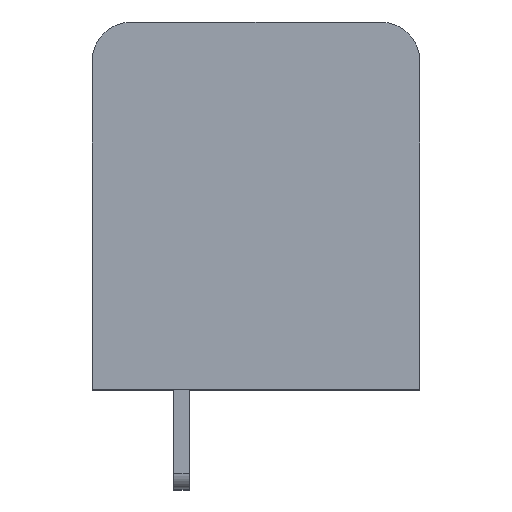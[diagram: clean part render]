
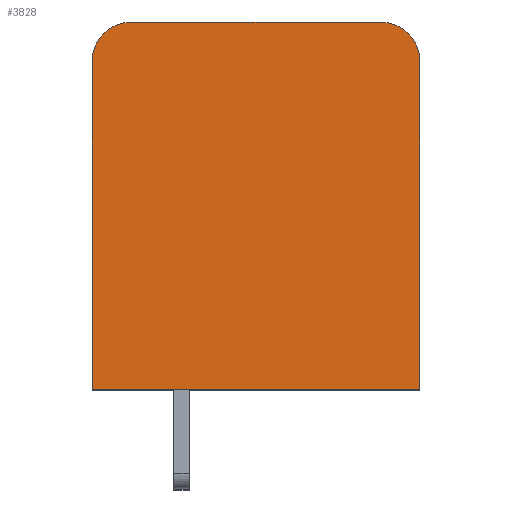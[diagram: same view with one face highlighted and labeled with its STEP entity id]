
A CAD part, top view. The second image highlights one B-rep face of the part: STEP entity #3828.
In plain terms, the highlighted planar face has unit normal (0, 0, 1).
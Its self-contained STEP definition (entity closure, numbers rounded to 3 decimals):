
#136 = CARTESIAN_POINT ( 'NONE',  ( 0., 0., 30.575 ) ) ;
#309 = VERTEX_POINT ( 'NONE', #2710 ) ;
#416 = CARTESIAN_POINT ( 'NONE',  ( 0., 0., 30.575 ) ) ;
#591 = VECTOR ( 'NONE', #705, 1000. ) ;
#633 = PLANE ( 'NONE',  #2808 ) ;
#705 = DIRECTION ( 'NONE',  ( 1., 0., 0. ) ) ;
#915 = ORIENTED_EDGE ( 'NONE', *, *, #4901, .F. ) ;
#1112 = VERTEX_POINT ( 'NONE', #2877 ) ;
#1288 = DIRECTION ( 'NONE',  ( 0., 0., -1. ) ) ;
#1293 = CIRCLE ( 'NONE', #5007, 2. ) ;
#1727 = DIRECTION ( 'NONE',  ( 0., 1., 0. ) ) ;
#1881 = LINE ( 'NONE', #136, #3399 ) ;
#2153 = DIRECTION ( 'NONE',  ( 0., -1., 0. ) ) ;
#2710 = CARTESIAN_POINT ( 'NONE',  ( 16.5, 0., 30.575 ) ) ;
#2736 = CARTESIAN_POINT ( 'NONE',  ( 2., 16.5, 30.575 ) ) ;
#2778 = DIRECTION ( 'NONE',  ( -1., 0., 0. ) ) ;
#2808 = AXIS2_PLACEMENT_3D ( 'NONE', #7236, #1288, #3735 ) ;
#2877 = CARTESIAN_POINT ( 'NONE',  ( 14.5, 18.5, 30.575 ) ) ;
#2894 = CARTESIAN_POINT ( 'NONE',  ( 16.5, 16.5, 30.575 ) ) ;
#2900 = LINE ( 'NONE', #7496, #5505 ) ;
#3008 = CIRCLE ( 'NONE', #6123, 2. ) ;
#3089 = ORIENTED_EDGE ( 'NONE', *, *, #7199, .F. ) ;
#3109 = CARTESIAN_POINT ( 'NONE',  ( 0., 18.5, 30.575 ) ) ;
#3143 = FACE_OUTER_BOUND ( 'NONE', #6086, .T. ) ;
#3264 = CARTESIAN_POINT ( 'NONE',  ( 14.5, 16.5, 30.575 ) ) ;
#3399 = VECTOR ( 'NONE', #1727, 1000. ) ;
#3470 = VERTEX_POINT ( 'NONE', #3915 ) ;
#3735 = DIRECTION ( 'NONE',  ( 0., -1., 0. ) ) ;
#3828 = ADVANCED_FACE ( 'NONE', ( #3143 ), #633, .F. ) ;
#3915 = CARTESIAN_POINT ( 'NONE',  ( 0., 16.5, 30.575 ) ) ;
#4165 = LINE ( 'NONE', #3109, #591 ) ;
#4215 = EDGE_CURVE ( 'NONE', #7181, #1112, #4165, .T. ) ;
#4511 = LINE ( 'NONE', #416, #4888 ) ;
#4525 = VERTEX_POINT ( 'NONE', #7577 ) ;
#4888 = VECTOR ( 'NONE', #2778, 1000. ) ;
#4901 = EDGE_CURVE ( 'NONE', #3470, #7181, #1293, .T. ) ;
#4926 = EDGE_CURVE ( 'NONE', #6234, #309, #2900, .T. ) ;
#4947 = EDGE_CURVE ( 'NONE', #309, #4525, #4511, .T. ) ;
#5007 = AXIS2_PLACEMENT_3D ( 'NONE', #2736, #5844, #5116 ) ;
#5116 = DIRECTION ( 'NONE',  ( -1., 0., 0. ) ) ;
#5170 = DIRECTION ( 'NONE',  ( -1., 0., 0. ) ) ;
#5274 = ORIENTED_EDGE ( 'NONE', *, *, #4215, .F. ) ;
#5426 = ORIENTED_EDGE ( 'NONE', *, *, #7569, .F. ) ;
#5487 = ORIENTED_EDGE ( 'NONE', *, *, #4926, .F. ) ;
#5505 = VECTOR ( 'NONE', #2153, 1000. ) ;
#5844 = DIRECTION ( 'NONE',  ( 0., 0., -1. ) ) ;
#5896 = CARTESIAN_POINT ( 'NONE',  ( 2., 18.5, 30.575 ) ) ;
#6044 = ORIENTED_EDGE ( 'NONE', *, *, #4947, .F. ) ;
#6086 = EDGE_LOOP ( 'NONE', ( #6044, #5487, #5426, #5274, #915, #3089 ) ) ;
#6123 = AXIS2_PLACEMENT_3D ( 'NONE', #3264, #7475, #5170 ) ;
#6234 = VERTEX_POINT ( 'NONE', #2894 ) ;
#7181 = VERTEX_POINT ( 'NONE', #5896 ) ;
#7199 = EDGE_CURVE ( 'NONE', #4525, #3470, #1881, .T. ) ;
#7236 = CARTESIAN_POINT ( 'NONE',  ( 0., 0., 30.575 ) ) ;
#7475 = DIRECTION ( 'NONE',  ( 0., 0., -1. ) ) ;
#7496 = CARTESIAN_POINT ( 'NONE',  ( 16.5, 0., 30.575 ) ) ;
#7569 = EDGE_CURVE ( 'NONE', #1112, #6234, #3008, .T. ) ;
#7577 = CARTESIAN_POINT ( 'NONE',  ( 0., 0., 30.575 ) ) ;
